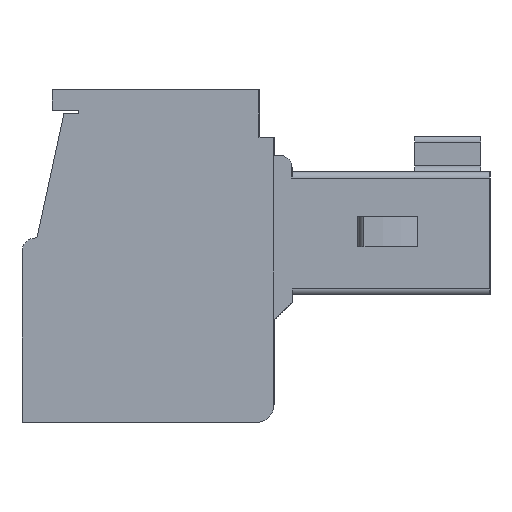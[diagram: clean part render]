
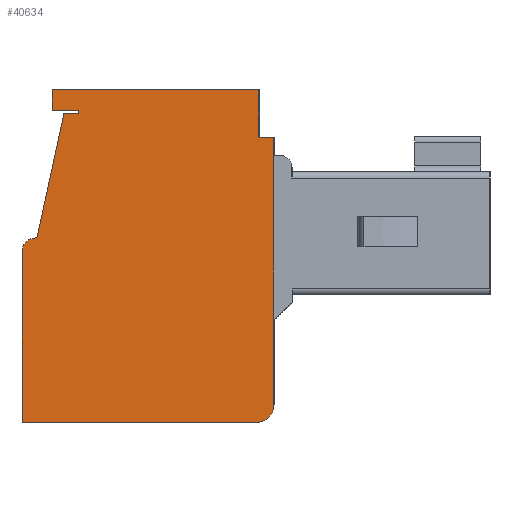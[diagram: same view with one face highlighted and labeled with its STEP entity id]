
A CAD part, left-side view. The second image highlights one B-rep face of the part: STEP entity #40634.
In plain terms, the highlighted planar face has unit normal (-1, 0, 0).
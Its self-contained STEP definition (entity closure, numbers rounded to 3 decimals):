
#378 = CARTESIAN_POINT ( 'NONE',  ( 0., 7.7, 9.5 ) ) ;
#454 = EDGE_CURVE ( 'NONE', #1494, #15032, #3560, .T. ) ;
#486 = LINE ( 'NONE', #41488, #28989 ) ;
#712 = DIRECTION ( 'NONE',  ( 0., 1., 0. ) ) ;
#1494 = VERTEX_POINT ( 'NONE', #4107 ) ;
#1556 = VERTEX_POINT ( 'NONE', #35644 ) ;
#2352 = DIRECTION ( 'NONE',  ( 0., 0., -1. ) ) ;
#2592 = EDGE_CURVE ( 'NONE', #6953, #11318, #11815, .T. ) ;
#2702 = LINE ( 'NONE', #11986, #41583 ) ;
#2802 = DIRECTION ( 'NONE',  ( 0., 0., -1. ) ) ;
#3161 = DIRECTION ( 'NONE',  ( 0., -1., 0. ) ) ;
#3181 = CIRCLE ( 'NONE', #14444, 0.45 ) ;
#3560 = LINE ( 'NONE', #17018, #4600 ) ;
#3982 = EDGE_CURVE ( 'NONE', #11104, #6180, #12939, .T. ) ;
#4107 = CARTESIAN_POINT ( 'NONE',  ( 0., 13.7, 10.3 ) ) ;
#4281 = ORIENTED_EDGE ( 'NONE', *, *, #32514, .T. ) ;
#4600 = VECTOR ( 'NONE', #712, 1000. ) ;
#4793 = CIRCLE ( 'NONE', #35781, 0.6 ) ;
#4870 = VERTEX_POINT ( 'NONE', #27057 ) ;
#5000 = EDGE_CURVE ( 'NONE', #13116, #11104, #8827, .T. ) ;
#5288 = EDGE_CURVE ( 'NONE', #16862, #1556, #15599, .T. ) ;
#6180 = VERTEX_POINT ( 'NONE', #378 ) ;
#6458 = CARTESIAN_POINT ( 'NONE',  ( 0., 15.1, 6.15 ) ) ;
#6591 = CARTESIAN_POINT ( 'NONE',  ( 0., 7.7, 11.1 ) ) ;
#6759 = DIRECTION ( 'NONE',  ( 1., 0., 0. ) ) ;
#6953 = VERTEX_POINT ( 'NONE', #27862 ) ;
#7166 = LINE ( 'NONE', #27163, #41993 ) ;
#7190 = CARTESIAN_POINT ( 'NONE',  ( 0., 15.6, 11.1 ) ) ;
#8048 = ORIENTED_EDGE ( 'NONE', *, *, #5000, .F. ) ;
#8256 = DIRECTION ( 'NONE',  ( -1., 0., 0. ) ) ;
#8656 = DIRECTION ( 'NONE',  ( 0., 1., 0. ) ) ;
#8827 = LINE ( 'NONE', #41904, #18581 ) ;
#8832 = LINE ( 'NONE', #35739, #30181 ) ;
#9031 = ORIENTED_EDGE ( 'NONE', *, *, #23248, .T. ) ;
#9430 = CARTESIAN_POINT ( 'NONE',  ( 0., 15.6, 5.7 ) ) ;
#10953 = DIRECTION ( 'NONE',  ( 0., 0., -1. ) ) ;
#11104 = VERTEX_POINT ( 'NONE', #6591 ) ;
#11185 = ORIENTED_EDGE ( 'NONE', *, *, #19544, .T. ) ;
#11318 = VERTEX_POINT ( 'NONE', #9430 ) ;
#11766 = VERTEX_POINT ( 'NONE', #40218 ) ;
#11815 = LINE ( 'NONE', #35171, #31683 ) ;
#11986 = CARTESIAN_POINT ( 'NONE',  ( 0., 7.92, 9.5 ) ) ;
#12733 = LINE ( 'NONE', #29197, #26538 ) ;
#12939 = LINE ( 'NONE', #39419, #38257 ) ;
#13116 = VERTEX_POINT ( 'NONE', #13403 ) ;
#13360 = VERTEX_POINT ( 'NONE', #35884 ) ;
#13403 = CARTESIAN_POINT ( 'NONE',  ( 0., 14.6, 11.1 ) ) ;
#13925 = DIRECTION ( 'NONE',  ( 0., 0., -1. ) ) ;
#14444 = AXIS2_PLACEMENT_3D ( 'NONE', #20990, #8256, #21427 ) ;
#15032 = VERTEX_POINT ( 'NONE', #21919 ) ;
#15599 = LINE ( 'NONE', #21505, #34889 ) ;
#15674 = CARTESIAN_POINT ( 'NONE',  ( 0., 15.15, 6.15 ) ) ;
#15684 = CARTESIAN_POINT ( 'NONE',  ( 0., 7.8, 0.6 ) ) ;
#15846 = ORIENTED_EDGE ( 'NONE', *, *, #5288, .T. ) ;
#16862 = VERTEX_POINT ( 'NONE', #17183 ) ;
#17018 = CARTESIAN_POINT ( 'NONE',  ( 0., 13.7, 10.3 ) ) ;
#17060 = EDGE_CURVE ( 'NONE', #4870, #20593, #7166, .T. ) ;
#17183 = CARTESIAN_POINT ( 'NONE',  ( 0., 7.2, 0.6 ) ) ;
#17735 = ORIENTED_EDGE ( 'NONE', *, *, #2592, .F. ) ;
#18581 = VECTOR ( 'NONE', #22221, 1000. ) ;
#18858 = ORIENTED_EDGE ( 'NONE', *, *, #21648, .T. ) ;
#19467 = CARTESIAN_POINT ( 'NONE',  ( 0., 14.6, 10.4 ) ) ;
#19544 = EDGE_CURVE ( 'NONE', #40064, #1494, #486, .T. ) ;
#19868 = DIRECTION ( 'NONE',  ( 0., 0.212, -0.977 ) ) ;
#20593 = VERTEX_POINT ( 'NONE', #15674 ) ;
#20901 = CARTESIAN_POINT ( 'NONE',  ( 0., 13.7, 10.4 ) ) ;
#20990 = CARTESIAN_POINT ( 'NONE',  ( 0., 15.15, 5.7 ) ) ;
#21427 = DIRECTION ( 'NONE',  ( 0., 0., 1. ) ) ;
#21505 = CARTESIAN_POINT ( 'NONE',  ( 0., 7.2, 9.5 ) ) ;
#21648 = EDGE_CURVE ( 'NONE', #20593, #11318, #3181, .T. ) ;
#21919 = CARTESIAN_POINT ( 'NONE',  ( 0., 14.2, 10.3 ) ) ;
#22221 = DIRECTION ( 'NONE',  ( 0., -1., 0. ) ) ;
#23006 = DIRECTION ( 'NONE',  ( 0., 1., 0. ) ) ;
#23233 = EDGE_CURVE ( 'NONE', #15032, #4870, #36681, .T. ) ;
#23248 = EDGE_CURVE ( 'NONE', #13360, #40064, #33351, .T. ) ;
#23897 = FACE_OUTER_BOUND ( 'NONE', #42812, .T. ) ;
#24091 = ORIENTED_EDGE ( 'NONE', *, *, #23233, .T. ) ;
#25255 = ORIENTED_EDGE ( 'NONE', *, *, #454, .T. ) ;
#25320 = DIRECTION ( 'NONE',  ( -1., 0., 0. ) ) ;
#25732 = DIRECTION ( 'NONE',  ( 0., -1., 0. ) ) ;
#26207 = EDGE_CURVE ( 'NONE', #6953, #11766, #8832, .T. ) ;
#26538 = VECTOR ( 'NONE', #2802, 1000. ) ;
#26654 = EDGE_CURVE ( 'NONE', #13116, #13360, #12733, .T. ) ;
#27057 = CARTESIAN_POINT ( 'NONE',  ( 0., 15.1, 6.15 ) ) ;
#27117 = AXIS2_PLACEMENT_3D ( 'NONE', #7190, #6759, #10953 ) ;
#27163 = CARTESIAN_POINT ( 'NONE',  ( 0., 15.15, 6.15 ) ) ;
#27862 = CARTESIAN_POINT ( 'NONE',  ( 0., 15.6, 0. ) ) ;
#28989 = VECTOR ( 'NONE', #13925, 1000. ) ;
#29197 = CARTESIAN_POINT ( 'NONE',  ( 0., 14.6, 11.1 ) ) ;
#29948 = ORIENTED_EDGE ( 'NONE', *, *, #3982, .F. ) ;
#30075 = ORIENTED_EDGE ( 'NONE', *, *, #26654, .T. ) ;
#30181 = VECTOR ( 'NONE', #25732, 1000. ) ;
#30345 = EDGE_CURVE ( 'NONE', #11766, #16862, #4793, .T. ) ;
#31683 = VECTOR ( 'NONE', #35380, 1000. ) ;
#32514 = EDGE_CURVE ( 'NONE', #1556, #6180, #2702, .T. ) ;
#32864 = DIRECTION ( 'NONE',  ( 0., 0., -1. ) ) ;
#33351 = LINE ( 'NONE', #19467, #42664 ) ;
#34063 = PLANE ( 'NONE',  #27117 ) ;
#34889 = VECTOR ( 'NONE', #35017, 1000. ) ;
#35017 = DIRECTION ( 'NONE',  ( 0., 0., 1. ) ) ;
#35171 = CARTESIAN_POINT ( 'NONE',  ( 0., 15.6, 11.1 ) ) ;
#35380 = DIRECTION ( 'NONE',  ( 0., 0., 1. ) ) ;
#35644 = CARTESIAN_POINT ( 'NONE',  ( 0., 7.2, 9.5 ) ) ;
#35739 = CARTESIAN_POINT ( 'NONE',  ( 0., 15.6, 0. ) ) ;
#35781 = AXIS2_PLACEMENT_3D ( 'NONE', #15684, #25320, #32864 ) ;
#35884 = CARTESIAN_POINT ( 'NONE',  ( 0., 14.6, 10.4 ) ) ;
#36437 = ORIENTED_EDGE ( 'NONE', *, *, #17060, .T. ) ;
#36681 = LINE ( 'NONE', #6458, #37026 ) ;
#36686 = ORIENTED_EDGE ( 'NONE', *, *, #26207, .T. ) ;
#37026 = VECTOR ( 'NONE', #19868, 1000. ) ;
#37496 = ORIENTED_EDGE ( 'NONE', *, *, #30345, .T. ) ;
#38257 = VECTOR ( 'NONE', #2352, 1000. ) ;
#39419 = CARTESIAN_POINT ( 'NONE',  ( 0., 7.7, 13.573 ) ) ;
#40064 = VERTEX_POINT ( 'NONE', #20901 ) ;
#40218 = CARTESIAN_POINT ( 'NONE',  ( 0., 7.8, 0. ) ) ;
#40634 = ADVANCED_FACE ( 'NONE', ( #23897 ), #34063, .F. ) ;
#41488 = CARTESIAN_POINT ( 'NONE',  ( 0., 13.7, 10.4 ) ) ;
#41583 = VECTOR ( 'NONE', #8656, 1000. ) ;
#41904 = CARTESIAN_POINT ( 'NONE',  ( 0., 15.6, 11.1 ) ) ;
#41993 = VECTOR ( 'NONE', #23006, 1000. ) ;
#42664 = VECTOR ( 'NONE', #3161, 1000. ) ;
#42812 = EDGE_LOOP ( 'NONE', ( #4281, #29948, #8048, #30075, #9031, #11185, #25255, #24091, #36437, #18858, #17735, #36686, #37496, #15846 ) ) ;
